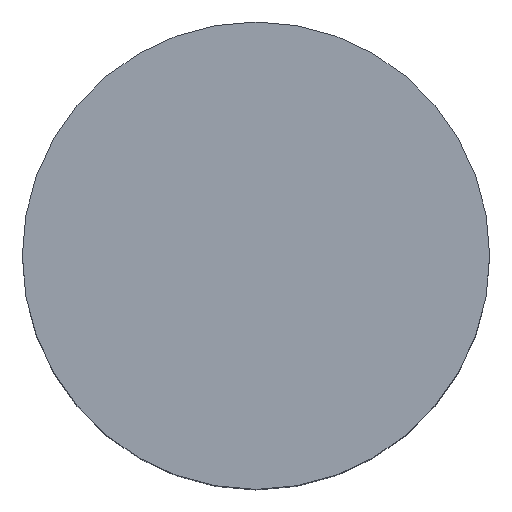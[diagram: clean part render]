
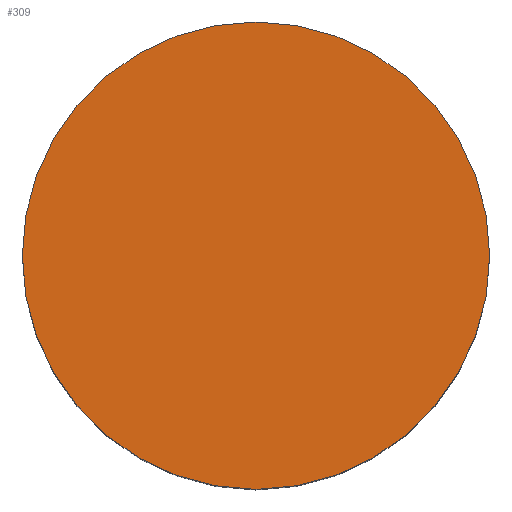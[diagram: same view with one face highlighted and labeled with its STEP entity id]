
A CAD part, top view. The second image highlights one B-rep face of the part: STEP entity #309.
In plain terms, the highlighted planar face has unit normal (0, 0, 1).
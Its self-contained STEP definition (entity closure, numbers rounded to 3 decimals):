
#39 = VERTEX_POINT('',#40);
#40 = CARTESIAN_POINT('',(2.273,2.873,20.));
#47 = PLANE('',#48);
#48 = AXIS2_PLACEMENT_3D('',#49,#50,#51);
#49 = CARTESIAN_POINT('',(2.273,2.873,0.));
#50 = DIRECTION('',(0.,-1.,0.));
#51 = DIRECTION('',(-1.,0.,0.));
#66 = EDGE_CURVE('',#39,#39,#67,.T.);
#67 = SURFACE_CURVE('',#68,(#72,#79),.PCURVE_S1.);
#68 = LINE('',#69,#70);
#69 = CARTESIAN_POINT('',(2.273,2.873,20.));
#70 = VECTOR('',#71,1.);
#71 = DIRECTION('',(-1.,0.,0.));
#72 = PCURVE('',#47,#73);
#73 = DEFINITIONAL_REPRESENTATION('',(#74),#78);
#74 = LINE('',#75,#76);
#75 = CARTESIAN_POINT('',(0.,-20.));
#76 = VECTOR('',#77,1.);
#77 = DIRECTION('',(1.,0.));
#78 = ( GEOMETRIC_REPRESENTATION_CONTEXT(2) 
PARAMETRIC_REPRESENTATION_CONTEXT() REPRESENTATION_CONTEXT('2D SPACE',''
  ) );
#79 = PCURVE('',#80,#85);
#80 = PLANE('',#81);
#81 = AXIS2_PLACEMENT_3D('',#82,#83,#84);
#82 = CARTESIAN_POINT('',(-10.722,2.873,20.));
#83 = DIRECTION('',(0.,0.,1.));
#84 = DIRECTION('',(1.,0.,0.));
#85 = DEFINITIONAL_REPRESENTATION('',(#86),#90);
#86 = LINE('',#87,#88);
#87 = CARTESIAN_POINT('',(12.995,0.));
#88 = VECTOR('',#89,1.);
#89 = DIRECTION('',(-1.,0.));
#90 = ( GEOMETRIC_REPRESENTATION_CONTEXT(2) 
PARAMETRIC_REPRESENTATION_CONTEXT() REPRESENTATION_CONTEXT('2D SPACE',''
  ) );
#123 = EDGE_CURVE('',#39,#124,#126,.T.);
#124 = VERTEX_POINT('',#125);
#125 = CARTESIAN_POINT('',(-23.717,2.873,20.));
#126 = SURFACE_CURVE('',#127,(#132,#144),.PCURVE_S1.);
#127 = CIRCLE('',#128,12.995);
#128 = AXIS2_PLACEMENT_3D('',#129,#130,#131);
#129 = CARTESIAN_POINT('',(-10.722,2.873,20.));
#130 = DIRECTION('',(0.,0.,1.));
#131 = DIRECTION('',(1.,0.,0.));
#132 = PCURVE('',#133,#138);
#133 = CYLINDRICAL_SURFACE('',#134,12.995);
#134 = AXIS2_PLACEMENT_3D('',#135,#136,#137);
#135 = CARTESIAN_POINT('',(-10.722,2.873,0.));
#136 = DIRECTION('',(-0.,-0.,-1.));
#137 = DIRECTION('',(1.,0.,0.));
#138 = DEFINITIONAL_REPRESENTATION('',(#139),#143);
#139 = LINE('',#140,#141);
#140 = CARTESIAN_POINT('',(-0.,-20.));
#141 = VECTOR('',#142,1.);
#142 = DIRECTION('',(-1.,0.));
#143 = ( GEOMETRIC_REPRESENTATION_CONTEXT(2) 
PARAMETRIC_REPRESENTATION_CONTEXT() REPRESENTATION_CONTEXT('2D SPACE',''
  ) );
#144 = PCURVE('',#80,#145);
#145 = DEFINITIONAL_REPRESENTATION('',(#146),#150);
#146 = CIRCLE('',#147,12.995);
#147 = AXIS2_PLACEMENT_2D('',#148,#149);
#148 = CARTESIAN_POINT('',(0.,0.));
#149 = DIRECTION('',(1.,0.));
#150 = ( GEOMETRIC_REPRESENTATION_CONTEXT(2) 
PARAMETRIC_REPRESENTATION_CONTEXT() REPRESENTATION_CONTEXT('2D SPACE',''
  ) );
#168 = PLANE('',#169);
#169 = AXIS2_PLACEMENT_3D('',#170,#171,#172);
#170 = CARTESIAN_POINT('',(-23.717,2.873,0.));
#171 = DIRECTION('',(1.,0.,-0.));
#172 = DIRECTION('',(0.,-1.,0.));
#206 = EDGE_CURVE('',#124,#124,#207,.T.);
#207 = SURFACE_CURVE('',#208,(#212,#219),.PCURVE_S1.);
#208 = LINE('',#209,#210);
#209 = CARTESIAN_POINT('',(-23.717,2.873,20.));
#210 = VECTOR('',#211,1.);
#211 = DIRECTION('',(0.,-1.,0.));
#212 = PCURVE('',#168,#213);
#213 = DEFINITIONAL_REPRESENTATION('',(#214),#218);
#214 = LINE('',#215,#216);
#215 = CARTESIAN_POINT('',(0.,-20.));
#216 = VECTOR('',#217,1.);
#217 = DIRECTION('',(1.,0.));
#218 = ( GEOMETRIC_REPRESENTATION_CONTEXT(2) 
PARAMETRIC_REPRESENTATION_CONTEXT() REPRESENTATION_CONTEXT('2D SPACE',''
  ) );
#219 = PCURVE('',#80,#220);
#220 = DEFINITIONAL_REPRESENTATION('',(#221),#225);
#221 = LINE('',#222,#223);
#222 = CARTESIAN_POINT('',(-12.995,0.));
#223 = VECTOR('',#224,1.);
#224 = DIRECTION('',(0.,-1.));
#225 = ( GEOMETRIC_REPRESENTATION_CONTEXT(2) 
PARAMETRIC_REPRESENTATION_CONTEXT() REPRESENTATION_CONTEXT('2D SPACE',''
  ) );
#253 = EDGE_CURVE('',#124,#39,#254,.T.);
#254 = SURFACE_CURVE('',#255,(#260,#272),.PCURVE_S1.);
#255 = CIRCLE('',#256,12.995);
#256 = AXIS2_PLACEMENT_3D('',#257,#258,#259);
#257 = CARTESIAN_POINT('',(-10.722,2.873,20.));
#258 = DIRECTION('',(0.,0.,1.));
#259 = DIRECTION('',(1.,0.,0.));
#260 = PCURVE('',#261,#266);
#261 = CYLINDRICAL_SURFACE('',#262,12.995);
#262 = AXIS2_PLACEMENT_3D('',#263,#264,#265);
#263 = CARTESIAN_POINT('',(-10.722,2.873,0.));
#264 = DIRECTION('',(-0.,-0.,-1.));
#265 = DIRECTION('',(1.,0.,0.));
#266 = DEFINITIONAL_REPRESENTATION('',(#267),#271);
#267 = LINE('',#268,#269);
#268 = CARTESIAN_POINT('',(-0.,-20.));
#269 = VECTOR('',#270,1.);
#270 = DIRECTION('',(-1.,0.));
#271 = ( GEOMETRIC_REPRESENTATION_CONTEXT(2) 
PARAMETRIC_REPRESENTATION_CONTEXT() REPRESENTATION_CONTEXT('2D SPACE',''
  ) );
#272 = PCURVE('',#80,#273);
#273 = DEFINITIONAL_REPRESENTATION('',(#274),#278);
#274 = CIRCLE('',#275,12.995);
#275 = AXIS2_PLACEMENT_2D('',#276,#277);
#276 = CARTESIAN_POINT('',(0.,0.));
#277 = DIRECTION('',(1.,0.));
#278 = ( GEOMETRIC_REPRESENTATION_CONTEXT(2) 
PARAMETRIC_REPRESENTATION_CONTEXT() REPRESENTATION_CONTEXT('2D SPACE',''
  ) );
#309 = ADVANCED_FACE('',(#310),#80,.T.);
#310 = FACE_BOUND('',#311,.T.);
#311 = EDGE_LOOP('',(#312,#313,#314,#315));
#312 = ORIENTED_EDGE('',*,*,#66,.T.);
#313 = ORIENTED_EDGE('',*,*,#123,.T.);
#314 = ORIENTED_EDGE('',*,*,#206,.T.);
#315 = ORIENTED_EDGE('',*,*,#253,.T.);
